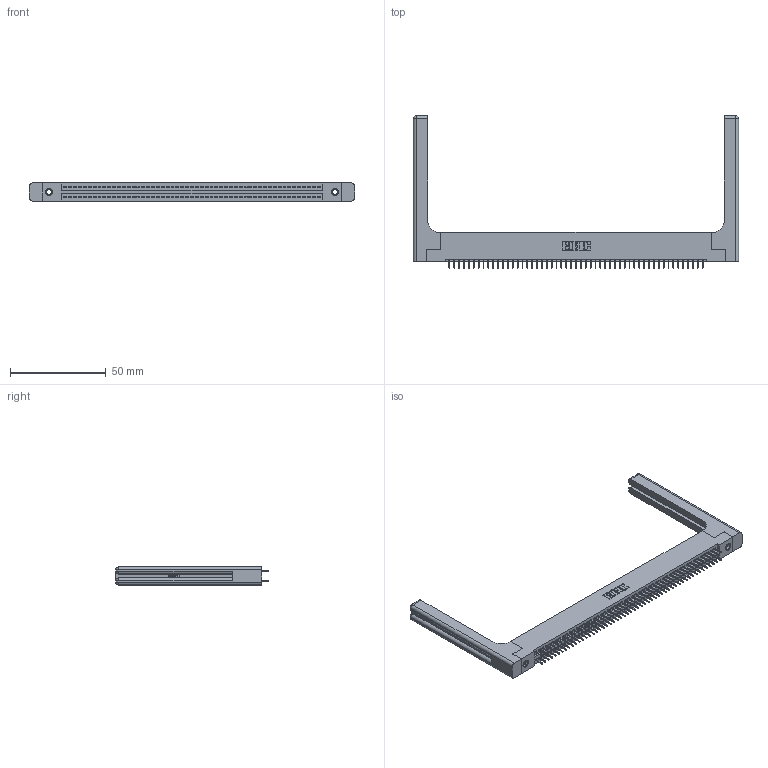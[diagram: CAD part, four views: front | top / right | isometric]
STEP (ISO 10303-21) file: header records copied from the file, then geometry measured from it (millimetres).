
FILE_DESCRIPTION (( 'STEP AP203' ), '1' );
FILE_NAME ('345-106-525-258.STEP', '2020-09-21T19:52:02', ( '' ), ( '' ), 'SwSTEP 2.0', 'SolidWorks 2020', '' );
FILE_SCHEMA (( 'CONFIG_CONTROL_DESIGN' ));
Length unit declared in the file: inch
Products named in the file (5): 345 Part_Flush Mounting Lugs - 0.156 Dia-TH; 345-250-001_345-250-001-102; 345-106-525-258; 345-220-058_345-220-058; 345-292-001_345-293-125
Assembly tree (111 placements, depth 2):
  345-106-525-258
    345 Part_Flush Mounting Lugs - 0.156 Dia-TH
    345-292-001_345-293-125  x106
    345-250-001_345-250-001-102  x2
    345-220-058_345-220-058  x2
Bounding box: 169.65 x 79.68 x 9.4 mm (x, y, z)
Volume: 24882.4 mm3; surface area: 28998.9 mm2
Topology: 111 solids, 111 shells, 6106 faces, 17225 edges, 11038 vertices
Faces by surface type: plane 4362, cylinder 1684, bspline 36, cone 12, sphere 8, torus 4
Entity records: 45360 total; most frequent: CARTESIAN_POINT 8585, ORIENTED_EDGE 7316, DIRECTION 6490, EDGE_CURVE 3658, VECTOR 3226, LINE 3226, VERTEX_POINT 2426, AXIS2_PLACEMENT_3D 1632
